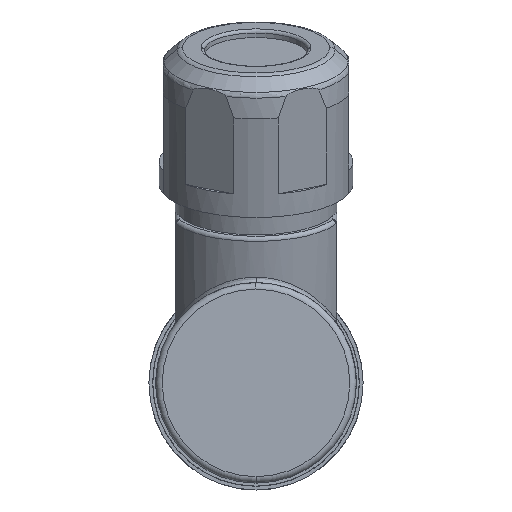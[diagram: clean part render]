
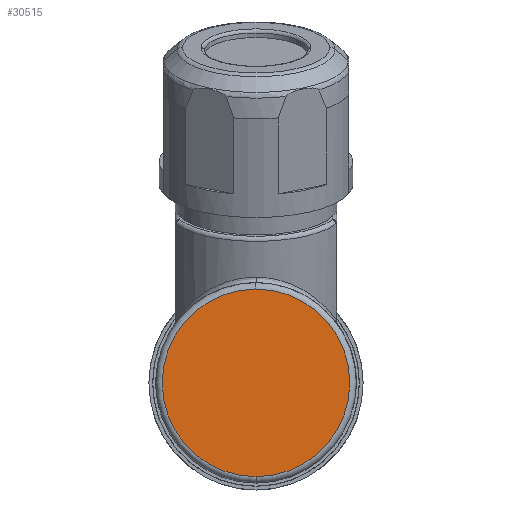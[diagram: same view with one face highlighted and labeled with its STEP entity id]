
A CAD part, front view. The second image highlights one B-rep face of the part: STEP entity #30515.
In plain terms, the highlighted planar face has unit normal (0, -1, 0).
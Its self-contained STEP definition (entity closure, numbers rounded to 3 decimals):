
#14465=CARTESIAN_POINT('',(0.,-53.5,0.));
#14466=DIRECTION('',(0.,1.,0.));
#14467=DIRECTION('',(0.,0.,1.));
#14468=AXIS2_PLACEMENT_3D('',#14465,#14466,#14467);
#14470=CARTESIAN_POINT('',(0.,-53.5,0.));
#14471=DIRECTION('',(0.,1.,0.));
#14472=DIRECTION('',(0.,0.,-1.));
#14473=AXIS2_PLACEMENT_3D('',#14470,#14471,#14472);
#16770=CARTESIAN_POINT('',(0.,-53.5,11.599));
#16771=CARTESIAN_POINT('',(0.,-53.5,-11.599));
#16772=VERTEX_POINT('',#16770);
#16773=VERTEX_POINT('',#16771);
#30506=CARTESIAN_POINT('',(0.,-53.5,0.));
#30507=DIRECTION('',(0.,1.,0.));
#30508=DIRECTION('',(0.,0.,1.));
#30509=AXIS2_PLACEMENT_3D('',#30506,#30507,#30508);
#30510=PLANE('',#30509);
#30511=ORIENTED_EDGE('',*,*,#30486,.T.);
#30512=ORIENTED_EDGE('',*,*,#30500,.T.);
#30513=EDGE_LOOP('',(#30511,#30512));
#30514=FACE_OUTER_BOUND('',#30513,.F.);
#14469=CIRCLE('',#14468,11.599);
#14474=CIRCLE('',#14473,11.599);
#30486=EDGE_CURVE('',#16772,#16773,#14469,.T.);
#30500=EDGE_CURVE('',#16773,#16772,#14474,.T.);
#30515=ADVANCED_FACE('',(#30514),#30510,.F.);
